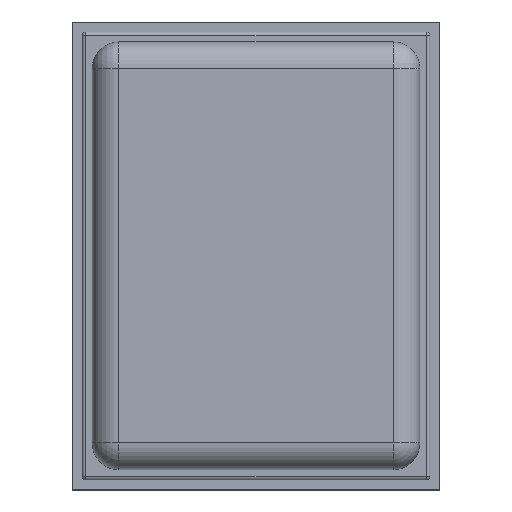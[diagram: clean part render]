
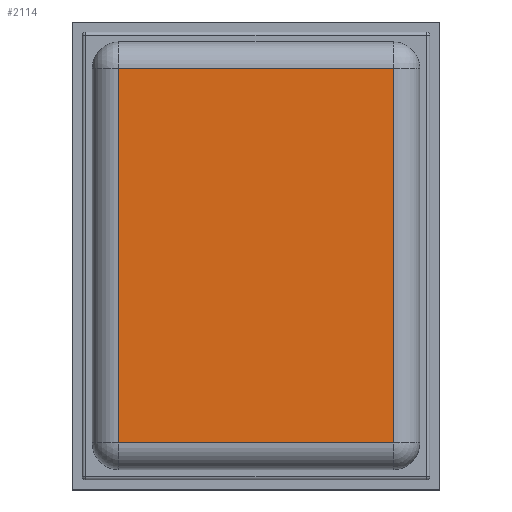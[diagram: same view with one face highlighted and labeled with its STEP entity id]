
A CAD part, top view. The second image highlights one B-rep face of the part: STEP entity #2114.
In plain terms, the highlighted planar face has unit normal (0, 0, 1).
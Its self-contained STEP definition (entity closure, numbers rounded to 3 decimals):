
#747 = CYLINDRICAL_SURFACE('',#748,0.08);
#748 = AXIS2_PLACEMENT_3D('',#749,#750,#751);
#749 = CARTESIAN_POINT('',(-0.41,0.64,0.36));
#750 = DIRECTION('',(0.,-1.,0.));
#751 = DIRECTION('',(-1.,0.,0.));
#931 = CYLINDRICAL_SURFACE('',#932,0.08);
#932 = AXIS2_PLACEMENT_3D('',#933,#934,#935);
#933 = CARTESIAN_POINT('',(0.49,0.56,0.36));
#934 = DIRECTION('',(-1.,0.,0.));
#935 = DIRECTION('',(0.,1.,0.));
#965 = CYLINDRICAL_SURFACE('',#966,0.08);
#966 = AXIS2_PLACEMENT_3D('',#967,#968,#969);
#967 = CARTESIAN_POINT('',(-0.49,-0.56,0.36));
#968 = DIRECTION('',(1.,0.,0.));
#969 = DIRECTION('',(0.,-1.,0.));
#1127 = CYLINDRICAL_SURFACE('',#1128,0.08);
#1128 = AXIS2_PLACEMENT_3D('',#1129,#1130,#1131);
#1129 = CARTESIAN_POINT('',(0.41,-0.64,0.36));
#1130 = DIRECTION('',(0.,1.,0.));
#1131 = DIRECTION('',(1.,0.,0.));
#1561 = VERTEX_POINT('',#1562);
#1562 = CARTESIAN_POINT('',(-0.41,0.56,0.44));
#1584 = EDGE_CURVE('',#1561,#1585,#1587,.T.);
#1585 = VERTEX_POINT('',#1586);
#1586 = CARTESIAN_POINT('',(-0.41,-0.56,0.44));
#1587 = SURFACE_CURVE('',#1588,(#1592,#1599),.PCURVE_S1.);
#1588 = LINE('',#1589,#1590);
#1589 = CARTESIAN_POINT('',(-0.41,0.64,0.44));
#1590 = VECTOR('',#1591,1.);
#1591 = DIRECTION('',(0.,-1.,0.));
#1592 = PCURVE('',#747,#1593);
#1593 = DEFINITIONAL_REPRESENTATION('',(#1594),#1598);
#1594 = LINE('',#1595,#1596);
#1595 = CARTESIAN_POINT('',(-1.571,0.));
#1596 = VECTOR('',#1597,1.);
#1597 = DIRECTION('',(-0.,1.));
#1598 = ( GEOMETRIC_REPRESENTATION_CONTEXT(2) 
PARAMETRIC_REPRESENTATION_CONTEXT() REPRESENTATION_CONTEXT('2D SPACE',''
  ) );
#1599 = PCURVE('',#1600,#1605);
#1600 = PLANE('',#1601);
#1601 = AXIS2_PLACEMENT_3D('',#1602,#1603,#1604);
#1602 = CARTESIAN_POINT('',(0.,0.,0.44));
#1603 = DIRECTION('',(0.,0.,1.));
#1604 = DIRECTION('',(1.,0.,0.));
#1605 = DEFINITIONAL_REPRESENTATION('',(#1606),#1610);
#1606 = LINE('',#1607,#1608);
#1607 = CARTESIAN_POINT('',(-0.41,0.64));
#1608 = VECTOR('',#1609,1.);
#1609 = DIRECTION('',(0.,-1.));
#1610 = ( GEOMETRIC_REPRESENTATION_CONTEXT(2) 
PARAMETRIC_REPRESENTATION_CONTEXT() REPRESENTATION_CONTEXT('2D SPACE',''
  ) );
#1693 = VERTEX_POINT('',#1694);
#1694 = CARTESIAN_POINT('',(0.41,0.56,0.44));
#1716 = EDGE_CURVE('',#1693,#1561,#1717,.T.);
#1717 = SURFACE_CURVE('',#1718,(#1722,#1729),.PCURVE_S1.);
#1718 = LINE('',#1719,#1720);
#1719 = CARTESIAN_POINT('',(0.49,0.56,0.44));
#1720 = VECTOR('',#1721,1.);
#1721 = DIRECTION('',(-1.,0.,0.));
#1722 = PCURVE('',#931,#1723);
#1723 = DEFINITIONAL_REPRESENTATION('',(#1724),#1728);
#1724 = LINE('',#1725,#1726);
#1725 = CARTESIAN_POINT('',(-1.571,0.));
#1726 = VECTOR('',#1727,1.);
#1727 = DIRECTION('',(-0.,1.));
#1728 = ( GEOMETRIC_REPRESENTATION_CONTEXT(2) 
PARAMETRIC_REPRESENTATION_CONTEXT() REPRESENTATION_CONTEXT('2D SPACE',''
  ) );
#1729 = PCURVE('',#1600,#1730);
#1730 = DEFINITIONAL_REPRESENTATION('',(#1731),#1735);
#1731 = LINE('',#1732,#1733);
#1732 = CARTESIAN_POINT('',(0.49,0.56));
#1733 = VECTOR('',#1734,1.);
#1734 = DIRECTION('',(-1.,0.));
#1735 = ( GEOMETRIC_REPRESENTATION_CONTEXT(2) 
PARAMETRIC_REPRESENTATION_CONTEXT() REPRESENTATION_CONTEXT('2D SPACE',''
  ) );
#1744 = EDGE_CURVE('',#1585,#1745,#1747,.T.);
#1745 = VERTEX_POINT('',#1746);
#1746 = CARTESIAN_POINT('',(0.41,-0.56,0.44));
#1747 = SURFACE_CURVE('',#1748,(#1752,#1759),.PCURVE_S1.);
#1748 = LINE('',#1749,#1750);
#1749 = CARTESIAN_POINT('',(-0.49,-0.56,0.44));
#1750 = VECTOR('',#1751,1.);
#1751 = DIRECTION('',(1.,0.,0.));
#1752 = PCURVE('',#965,#1753);
#1753 = DEFINITIONAL_REPRESENTATION('',(#1754),#1758);
#1754 = LINE('',#1755,#1756);
#1755 = CARTESIAN_POINT('',(-1.571,0.));
#1756 = VECTOR('',#1757,1.);
#1757 = DIRECTION('',(-0.,1.));
#1758 = ( GEOMETRIC_REPRESENTATION_CONTEXT(2) 
PARAMETRIC_REPRESENTATION_CONTEXT() REPRESENTATION_CONTEXT('2D SPACE',''
  ) );
#1759 = PCURVE('',#1600,#1760);
#1760 = DEFINITIONAL_REPRESENTATION('',(#1761),#1765);
#1761 = LINE('',#1762,#1763);
#1762 = CARTESIAN_POINT('',(-0.49,-0.56));
#1763 = VECTOR('',#1764,1.);
#1764 = DIRECTION('',(1.,0.));
#1765 = ( GEOMETRIC_REPRESENTATION_CONTEXT(2) 
PARAMETRIC_REPRESENTATION_CONTEXT() REPRESENTATION_CONTEXT('2D SPACE',''
  ) );
#1847 = EDGE_CURVE('',#1745,#1693,#1848,.T.);
#1848 = SURFACE_CURVE('',#1849,(#1853,#1860),.PCURVE_S1.);
#1849 = LINE('',#1850,#1851);
#1850 = CARTESIAN_POINT('',(0.41,-0.64,0.44));
#1851 = VECTOR('',#1852,1.);
#1852 = DIRECTION('',(0.,1.,0.));
#1853 = PCURVE('',#1127,#1854);
#1854 = DEFINITIONAL_REPRESENTATION('',(#1855),#1859);
#1855 = LINE('',#1856,#1857);
#1856 = CARTESIAN_POINT('',(-1.571,0.));
#1857 = VECTOR('',#1858,1.);
#1858 = DIRECTION('',(-0.,1.));
#1859 = ( GEOMETRIC_REPRESENTATION_CONTEXT(2) 
PARAMETRIC_REPRESENTATION_CONTEXT() REPRESENTATION_CONTEXT('2D SPACE',''
  ) );
#1860 = PCURVE('',#1600,#1861);
#1861 = DEFINITIONAL_REPRESENTATION('',(#1862),#1866);
#1862 = LINE('',#1863,#1864);
#1863 = CARTESIAN_POINT('',(0.41,-0.64));
#1864 = VECTOR('',#1865,1.);
#1865 = DIRECTION('',(0.,1.));
#1866 = ( GEOMETRIC_REPRESENTATION_CONTEXT(2) 
PARAMETRIC_REPRESENTATION_CONTEXT() REPRESENTATION_CONTEXT('2D SPACE',''
  ) );
#2114 = ADVANCED_FACE('',(#2115),#1600,.T.);
#2115 = FACE_BOUND('',#2116,.T.);
#2116 = EDGE_LOOP('',(#2117,#2118,#2119,#2120));
#2117 = ORIENTED_EDGE('',*,*,#1744,.T.);
#2118 = ORIENTED_EDGE('',*,*,#1847,.T.);
#2119 = ORIENTED_EDGE('',*,*,#1716,.T.);
#2120 = ORIENTED_EDGE('',*,*,#1584,.T.);
